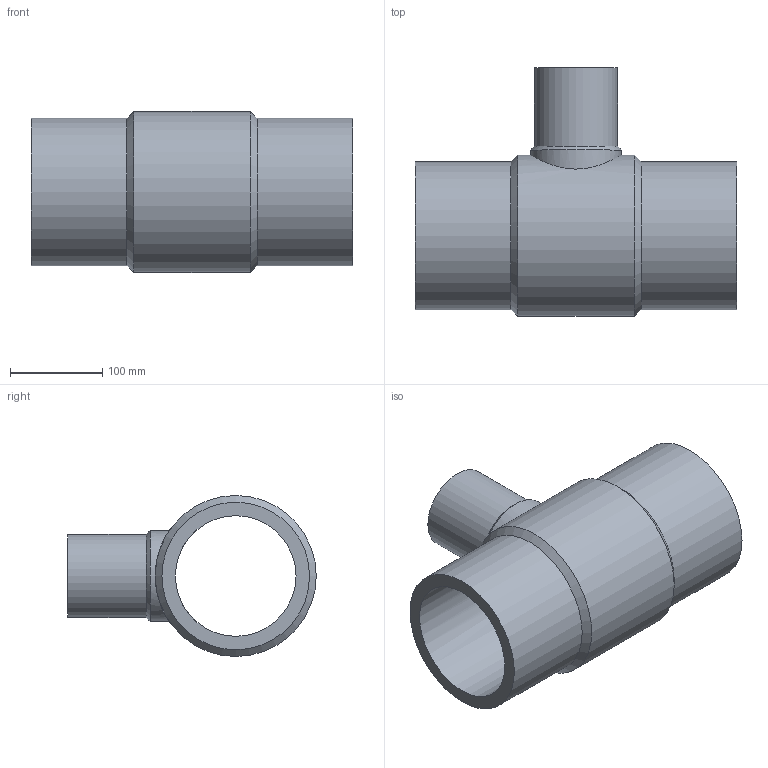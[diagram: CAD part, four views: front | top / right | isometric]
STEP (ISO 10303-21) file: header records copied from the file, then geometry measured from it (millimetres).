
FILE_DESCRIPTION (( 'STEP AP203' ), '1' );
FILE_NAME ('581247531.STEP', '2017-07-28T12:44:39', ( '' ), ( '' ), 'SwSTEP 2.0', 'SolidWorks 2017', '' );
FILE_SCHEMA (( 'CONFIG_CONTROL_DESIGN' ));
Length unit declared in the file: inch
Products named in the file (1): 581247531
Bounding box: 348.94 x 269.38 x 174.6 mm (x, y, z)
Volume: 2971323.3 mm3; surface area: 389211.9 mm2
Topology: 1 solids, 1 shells, 13 faces, 31 edges, 20 vertices
Faces by surface type: cylinder 7, cone 3, plane 3
Full cylindrical faces by diameter (mm): 73.6 x1, 90 x1, 98.2 x1, 130.8 x1, 160 x2, 174.6 x1
Entity records: 609 total; most frequent: CARTESIAN_POINT 296, DIRECTION 52, EDGE_LOOP 28, ORIENTED_EDGE 28, AXIS2_PLACEMENT_3D 26, FACE_OUTER_BOUND 20, VERTEX_POINT 14, EDGE_CURVE 14
